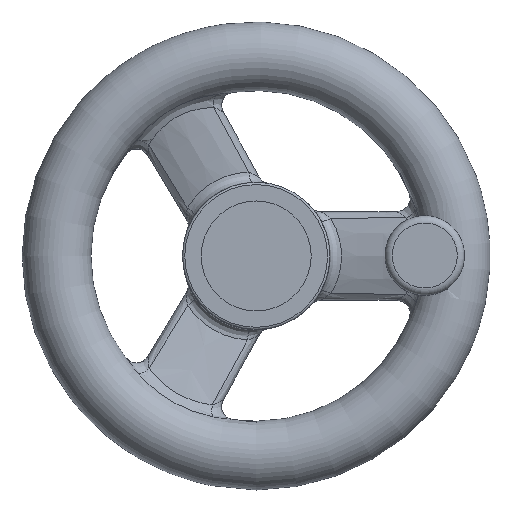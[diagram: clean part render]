
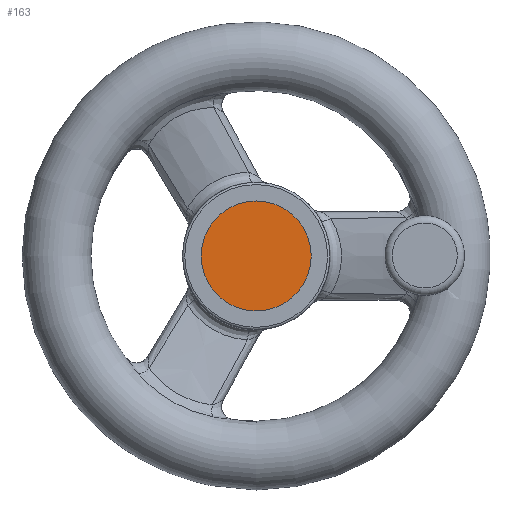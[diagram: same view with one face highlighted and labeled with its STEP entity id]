
A CAD part, top view. The second image highlights one B-rep face of the part: STEP entity #163.
In plain terms, the highlighted planar face has unit normal (0, 0, 1).
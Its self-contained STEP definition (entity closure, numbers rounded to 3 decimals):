
#163 = ADVANCED_FACE( '', ( #393 ), #394, .T. );
#393 = FACE_OUTER_BOUND( '', #5998, .T. );
#394 = PLANE( '', #5999 );
#5998 = EDGE_LOOP( '', ( #7743 ) );
#5999 = AXIS2_PLACEMENT_3D( '', #7744, #7745, #7746 );
#7743 = ORIENTED_EDGE( '', *, *, #8316, .T. );
#7744 = CARTESIAN_POINT( '', ( 0., 0., 33. ) );
#7745 = DIRECTION( '', ( 0., 0., 1. ) );
#7746 = DIRECTION( '', ( 1., 0., 0. ) );
#8316 = EDGE_CURVE( '', #8839, #8839, #8840, .T. );
#8839 = VERTEX_POINT( '', #13172 );
#8840 = CIRCLE( '', #13173, 11.75 );
#13172 = CARTESIAN_POINT( '', ( 0., -11.75, 33. ) );
#13173 = AXIS2_PLACEMENT_3D( '', #13588, #13589, #13590 );
#13588 = CARTESIAN_POINT( '', ( 0., 0., 33. ) );
#13589 = DIRECTION( '', ( 0., 0., 1. ) );
#13590 = DIRECTION( '', ( 0., -1., 0. ) );
